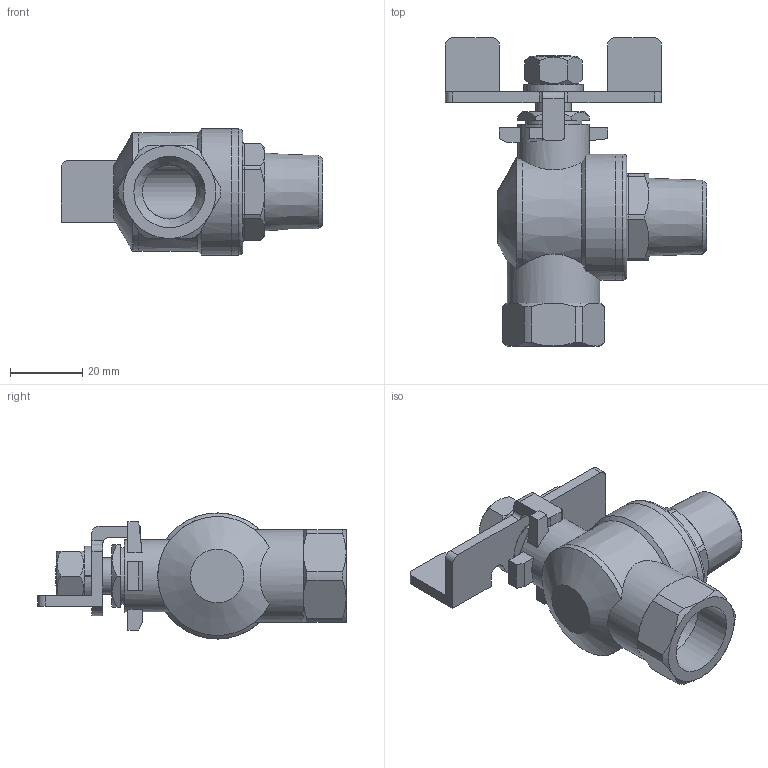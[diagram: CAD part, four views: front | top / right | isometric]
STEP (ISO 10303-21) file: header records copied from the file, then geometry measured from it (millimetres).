
FILE_DESCRIPTION(/* description */ ('Unknown'),/* implementation_level */ '2;1');
FILE_NAME(/* name */ 'R-637-DN15',/* time_stamp */ '2024-03-28T11:50:46+08:00',/* author */ ('Unknown'),/* organization */ ('Unknown'),/* preprocessor_version */ 'ST-DEVELOPER v16.7',/* originating_system */ 'DEX',/* authorisation */ $);
FILE_SCHEMA (('AUTOMOTIVE_DESIGN {1 0 10303 214 3 1 1}'));
Length unit declared in the file: millimetre
Products named in the file (2): R-637-DN15; V-2AL 體內牙+誤牙 
Assembly tree (1 placements, depth 2):
  R-637-DN15
    V-2AL 體內牙+誤牙 
Bounding box: 72.5 x 85.6 x 35 mm (x, y, z)
Volume: 44242.1 mm3; surface area: 21175 mm2
Topology: 7 solids, 7 shells, 179 faces, 433 edges, 277 vertices
Faces by surface type: plane 90, cylinder 52, cone 30, torus 7
Full cylindrical faces by diameter (mm): 8.2 x1, 10 x1, 10.5 x1, 14.999 x1, 15 x2, 15.8 x1, 19.8 x1, 20 x1, 25.8 x1, 35 x2
Entity records: 5332 total; most frequent: CARTESIAN_POINT 1257, DIRECTION 808, ORIENTED_EDGE 804, EDGE_CURVE 402, AXIS2_PLACEMENT_3D 310, VERTEX_POINT 266, EDGE_LOOP 218, FACE_BOUND 218
